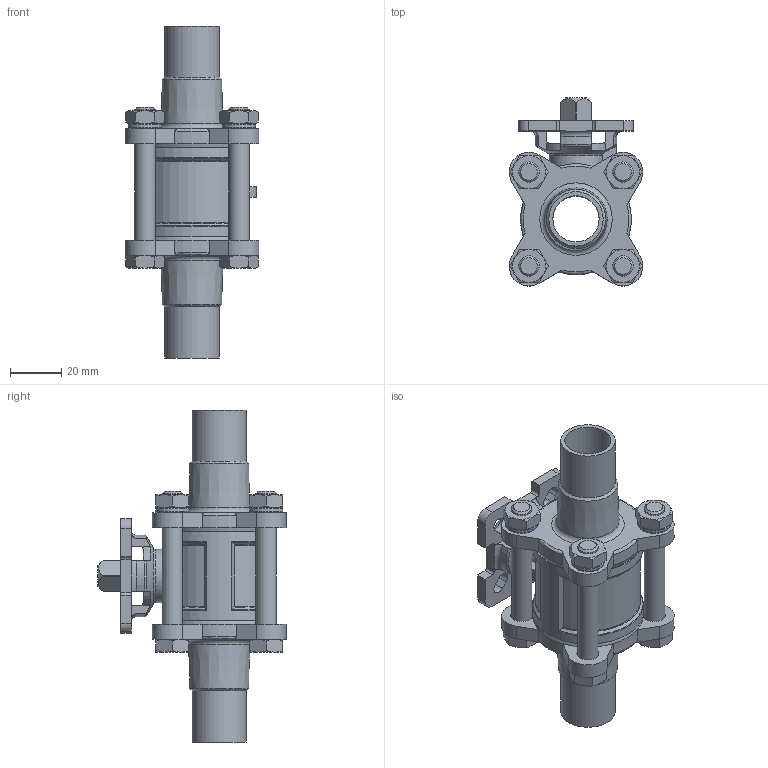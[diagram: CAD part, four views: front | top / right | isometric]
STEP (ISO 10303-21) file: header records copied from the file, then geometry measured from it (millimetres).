
FILE_DESCRIPTION(/* description */ ('STEP AP214'),/* implementation_level */ '2;1');
FILE_NAME(/* name */ '4783595_VZBD-1_2-W3-16-T-2-F0304-V14V14',/* time_stamp */ '2024-09-18T01:19:47+02:00',/* author */ ('License CC BY-ND 4.0'),/* organization */ ('CADENAS'),/* preprocessor_version */ 'ST-DEVELOPER v19.3',/* originating_system */ 'PARTsolutions',/* authorisation */ ' ');
FILE_SCHEMA (('AUTOMOTIVE_DESIGN {1 0 10303 214 3 1 1}'));
Length unit declared in the file: millimetre
Products named in the file (1): 4783595 VZBD-1/2-W3-16-T-2-F0304-V14V14
Bounding box: 52.37 x 73.68 x 130 mm (x, y, z)
Volume: 103022 mm3; surface area: 40969.1 mm2
Topology: 1 solids, 1 shells, 384 faces, 960 edges, 595 vertices
Faces by surface type: plane 151, cone 113, cylinder 78, torus 42
Full cylindrical faces by diameter (mm): 4.134 x1, 8 x8, 8.6 x9, 13 x4, 17 x1, 18.1 x1, 21.3 x2, 26 x1, 43.4 x1
Entity records: 11401 total; most frequent: CARTESIAN_POINT 2775, ORIENTED_EDGE 1784, DIRECTION 1720, EDGE_CURVE 892, AXIS2_PLACEMENT_3D 726, VERTEX_POINT 578, EDGE_LOOP 482, FACE_BOUND 482
